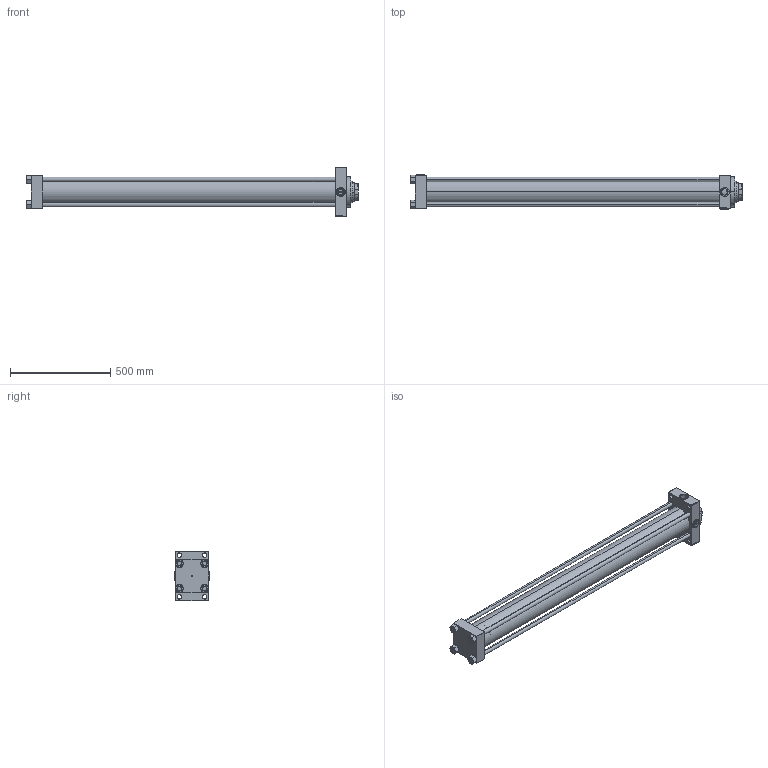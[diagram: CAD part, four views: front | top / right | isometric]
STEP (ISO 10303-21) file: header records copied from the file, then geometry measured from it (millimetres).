
FILE_DESCRIPTION (( 'STEP AP203' ), '1' );
FILE_NAME ('cff4.STEP', '2022-04-16T01:16:57', ( '' ), ( '' ), 'SwSTEP 2.0', 'SolidWorks 2019', '' );
FILE_SCHEMA (( 'CONFIG_CONTROL_DESIGN' ));
Length unit declared in the file: millimetre
Products named in the file (7): V215CR_VCP_D e9b6adc36451b12d9c309b477a7dbe6c; V215CR_D_Body e9b6adc36451b12d9c309b477a7dbe6c; V215_VC_A e9b6adc36451b12d9c309b477a7dbe6c; Zatka_pro_OIL_PORT e9b6adc36451b12d9c309b477a7dbe6c; V215CR_D_TYCINKA e9b6adc36451b12d9c309b477a7dbe6c; cff4; NUT_M5_D e9b6adc36451b12d9c309b477a7dbe6c
Assembly tree (13 placements, depth 2):
  cff4
    V215CR_D_Body e9b6adc36451b12d9c309b477a7dbe6c
    V215CR_VCP_D e9b6adc36451b12d9c309b477a7dbe6c
    NUT_M5_D e9b6adc36451b12d9c309b477a7dbe6c  x4
    V215CR_D_TYCINKA e9b6adc36451b12d9c309b477a7dbe6c  x4
    V215_VC_A e9b6adc36451b12d9c309b477a7dbe6c
    Zatka_pro_OIL_PORT e9b6adc36451b12d9c309b477a7dbe6c  x2
Bounding box: 1658 x 179 x 247 mm (x, y, z)
Volume: 17718420 mm3; surface area: 2465445.4 mm2
Topology: 13 solids, 13 shells, 1250 faces, 3136 edges, 2029 vertices
Faces by surface type: plane 593, bspline 368, cone 184, cylinder 97, torus 8
Entity records: 49821 total; most frequent: CARTESIAN_POINT 25914, ORIENTED_EDGE 5344, DIRECTION 3524, EDGE_CURVE 2672, VERTEX_POINT 1749, VECTOR 1562, LINE 1562, EDGE_LOOP 1189
